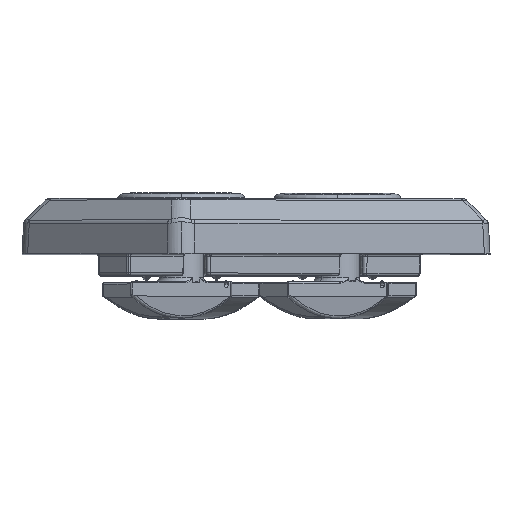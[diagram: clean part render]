
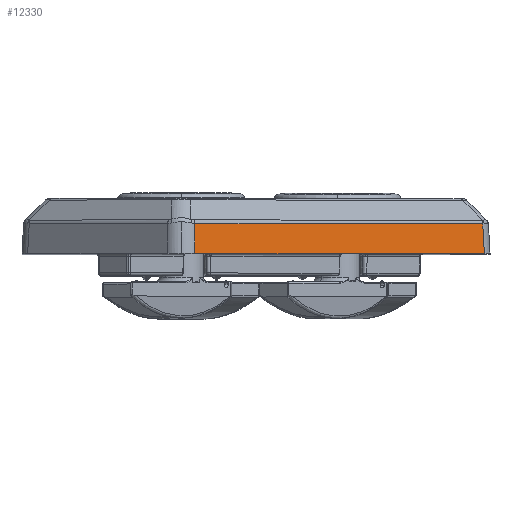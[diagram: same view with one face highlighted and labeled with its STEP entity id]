
A CAD part, top view. The second image highlights one B-rep face of the part: STEP entity #12330.
In plain terms, the highlighted face is planar.
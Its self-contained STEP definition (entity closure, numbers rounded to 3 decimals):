
#5896 = EDGE_LOOP ( 'NONE', ( #32544, #16030, #8756, #37001 ) ) ;
#5898 = CARTESIAN_POINT ( 'NONE',  ( -13.55, 5., -84.35 ) ) ;
#6546 = VECTOR ( 'NONE', #11897, 1000. ) ;
#8494 = VECTOR ( 'NONE', #33391, 1000. ) ;
#8756 = ORIENTED_EDGE ( 'NONE', *, *, #39520, .T. ) ;
#10596 = DIRECTION ( 'NONE',  ( 0., 0.997, -0.074 ) ) ;
#10836 = VERTEX_POINT ( 'NONE', #14727 ) ;
#11151 = VERTEX_POINT ( 'NONE', #22608 ) ;
#11897 = DIRECTION ( 'NONE',  ( -0.052, -0.998, 0.022 ) ) ;
#12185 = EDGE_CURVE ( 'NONE', #27273, #11151, #18404, .T. ) ;
#12330 = ADVANCED_FACE ( 'NONE', ( #34448 ), #18991, .T. ) ;
#13668 = DIRECTION ( 'NONE',  ( -0.707, 0., -0.707 ) ) ;
#14727 = CARTESIAN_POINT ( 'NONE',  ( -11.079, 5., -81.879 ) ) ;
#15052 = LINE ( 'NONE', #5898, #23390 ) ;
#16030 = ORIENTED_EDGE ( 'NONE', *, *, #26405, .T. ) ;
#18404 = LINE ( 'NONE', #20480, #6546 ) ;
#18991 = PLANE ( 'NONE',  #19534 ) ;
#19534 = AXIS2_PLACEMENT_3D ( 'NONE', #22234, #35251, #13668 ) ;
#19835 = CARTESIAN_POINT ( 'NONE',  ( -11.079, -0.421, -81.477 ) ) ;
#20480 = CARTESIAN_POINT ( 'NONE',  ( 41.288, 3.319, -29.387 ) ) ;
#22234 = CARTESIAN_POINT ( 'NONE',  ( -13.55, 5., -84.35 ) ) ;
#22608 = CARTESIAN_POINT ( 'NONE',  ( 41.092, -0.421, -29.306 ) ) ;
#22723 = VERTEX_POINT ( 'NONE', #19835 ) ;
#22994 = CARTESIAN_POINT ( 'NONE',  ( -11.079, 5.182, -81.892 ) ) ;
#23390 = VECTOR ( 'NONE', #37220, 1000. ) ;
#26405 = EDGE_CURVE ( 'NONE', #11151, #22723, #27469, .T. ) ;
#27273 = VERTEX_POINT ( 'NONE', #38778 ) ;
#27469 = LINE ( 'NONE', #30132, #8494 ) ;
#28902 = LINE ( 'NONE', #22994, #38504 ) ;
#30132 = CARTESIAN_POINT ( 'NONE',  ( -11.064, -0.421, -81.463 ) ) ;
#31899 = EDGE_CURVE ( 'NONE', #10836, #27273, #15052, .T. ) ;
#32544 = ORIENTED_EDGE ( 'NONE', *, *, #12185, .T. ) ;
#33391 = DIRECTION ( 'NONE',  ( -0.707, 0., -0.707 ) ) ;
#34448 = FACE_OUTER_BOUND ( 'NONE', #5896, .T. ) ;
#35251 = DIRECTION ( 'NONE',  ( 0.706, -0.052, -0.706 ) ) ;
#37001 = ORIENTED_EDGE ( 'NONE', *, *, #31899, .T. ) ;
#37220 = DIRECTION ( 'NONE',  ( 0.707, 0., 0.707 ) ) ;
#38504 = VECTOR ( 'NONE', #10596, 1000. ) ;
#38778 = CARTESIAN_POINT ( 'NONE',  ( 41.376, 5., -29.424 ) ) ;
#39520 = EDGE_CURVE ( 'NONE', #22723, #10836, #28902, .T. ) ;
